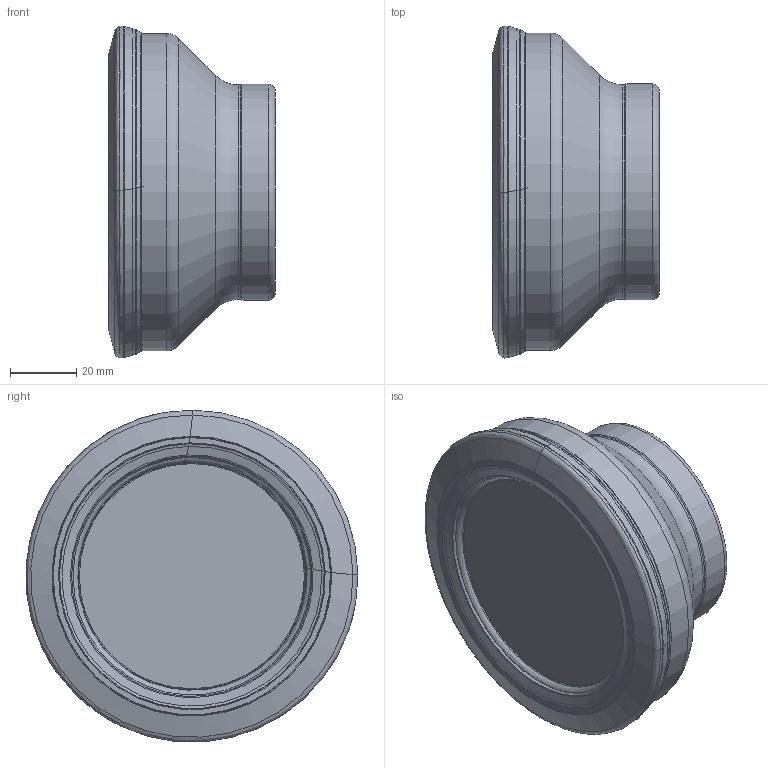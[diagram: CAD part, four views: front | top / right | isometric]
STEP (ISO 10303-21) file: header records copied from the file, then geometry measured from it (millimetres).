
FILE_DESCRIPTION(/* description */ (''),/* implementation_level */ '2;1');
FILE_NAME(/* name */ 'AHFM-WN0907-D100-A32-Z07-H.stp',/* time_stamp */ '2023-10-12T12:32:06+03:00',/* author */ (''),/* organization */ (''),/* preprocessor_version */ 'ST-DEVELOPER v19.4',/* originating_system */ 'SIEMENS PLM Software NX2306.5001',/* authorisation */ '');
FILE_SCHEMA (('AUTOMOTIVE_DESIGN { 1 0 10303 214 3 1 1 1 }'));
Length unit declared in the file: millimetre
Products named in the file (1): AHFM-WN0907-D100-A32-Z07-H-LIGHT_x_t_objects
Bounding box: 50.09 x 99.93 x 99.92 mm (x, y, z)
Volume: 292155.5 mm3; surface area: 36808.6 mm2
Topology: 2 solids, 2 shells, 97 faces, 190 edges, 96 vertices
Faces by surface type: bspline 76, torus 8, cone 7, cylinder 3, plane 3
Full cylindrical faces by diameter (mm): 64.6 x1, 65 x1, 95.5 x1
Entity records: 3014 total; most frequent: CARTESIAN_POINT 1316, ORIENTED_EDGE 348, DIRECTION 322, EDGE_CURVE 174, AXIS2_PLACEMENT_3D 130, EDGE_LOOP 114, ADVANCED_FACE 97, CIRCLE 96
